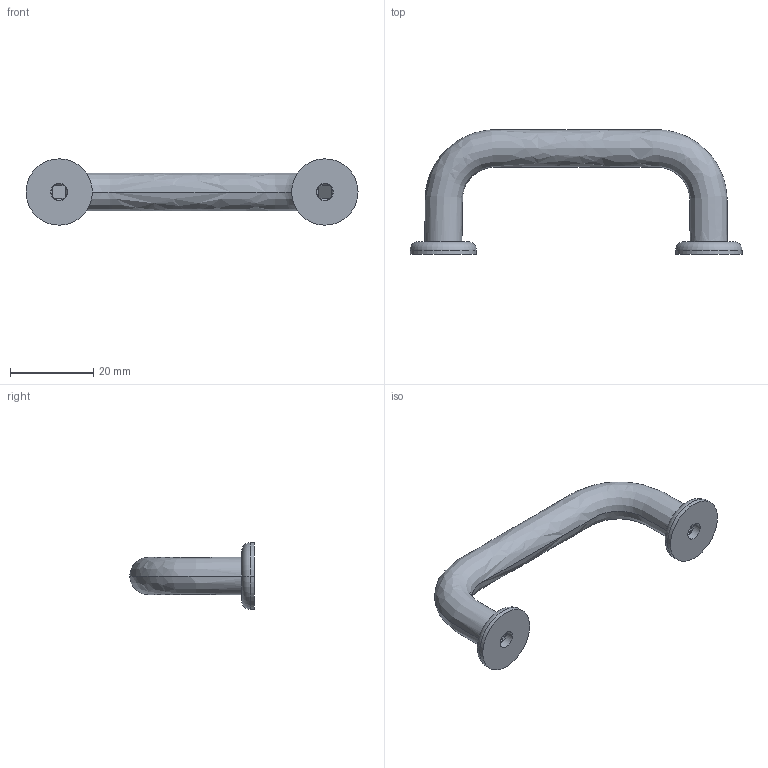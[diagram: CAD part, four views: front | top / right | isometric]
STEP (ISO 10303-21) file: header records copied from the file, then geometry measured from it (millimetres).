
FILE_DESCRIPTION(('Creo Elements/Direct Modeling STEP Export'),'2;1');
FILE_NAME('0364-80.stp','2018-11-29T14:49:41',(''),(''),'Creo Elements/Direct Modeling STEP processor for AP214 (Solid Model)','Creo Elements/Direct Modeling 20.0 12-Nov-2016 (C) Parametric Technology GmbH','');
FILE_SCHEMA(('AUTOMOTIVE_DESIGN { 1 0 10303 214 1 1 1 1 }'));
Length unit declared in the file: millimetre
Products named in the file (1): 0364-80
Bounding box: 80 x 30 x 16 mm (x, y, z)
Volume: 7009.3 mm3; surface area: 4076.3 mm2
Topology: 1 solids, 1 shells, 46 faces, 104 edges, 66 vertices
Faces by surface type: plane 24, cylinder 16, torus 4, bspline 2
Entity records: 2798 total; most frequent: CARTESIAN_POINT 1881, ORIENTED_EDGE 208, DIRECTION 158, EDGE_CURVE 104, AXIS2_PLACEMENT_3D 67, VERTEX_POINT 66, EDGE_LOOP 52, FACE_OUTER_BOUND 46
